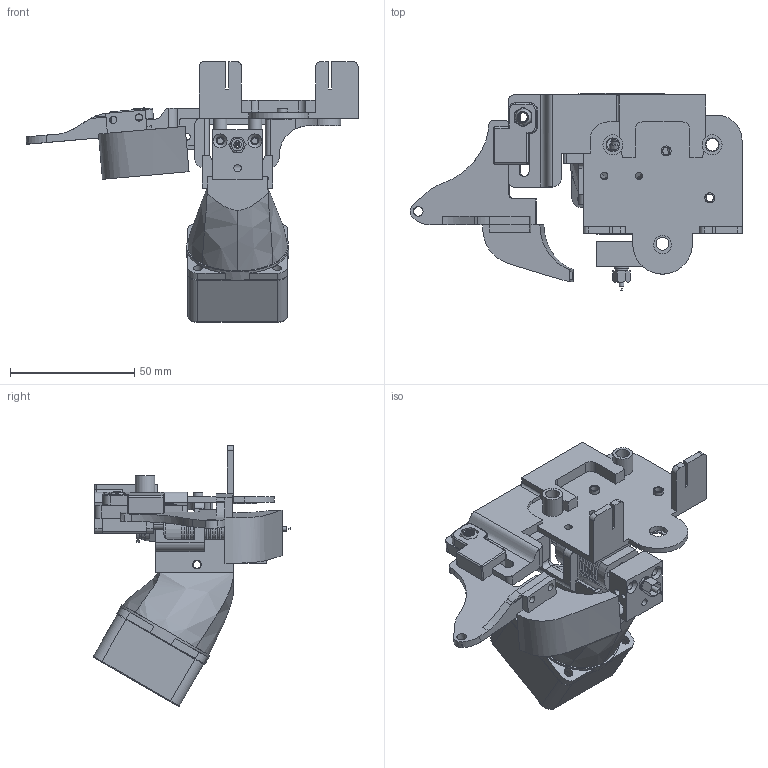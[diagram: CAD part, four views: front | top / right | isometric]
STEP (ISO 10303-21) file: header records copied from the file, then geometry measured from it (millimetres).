
FILE_DESCRIPTION(/* description */ (''),/* implementation_level */ '2;1');
FILE_NAME(/* name */ 'Fan v6 v10.step',/* time_stamp */ '2019-02-18T18:59:19-05:00',/* author */ ('mangled.baby.ducks'),/* organization */ (''),/* preprocessor_version */ 'ST-DEVELOPER v17.2',/* originating_system */ 'Autodesk Translation Framework v7.6.0.251',/* authorisation */ '');
FILE_SCHEMA (('AUTOMOTIVE_DESIGN { 1 0 10303 214 3 1 1 }'));
Products named in the file (16): Fan v6; Gantry Plate; heat_sink; heater_block; nozzle; coupler; plate_cap; washer; blower_bracket; blower_duct; Fan; Spacer (1); Spacer; new mount; Component20; M4 Nut
Assembly tree (15 placements, depth 2):
  Fan v6
    Gantry Plate
    heat_sink
    heater_block
    nozzle
    coupler
    plate_cap
    washer
    blower_bracket
    blower_duct
    Fan
    Spacer (1)
    Spacer
    new mount
    Component20
    M4 Nut
Bounding box: 133.72 x 79.58 x 104.96 mm (x, y, z)
Volume: 60427.8 mm3; surface area: 65057.7 mm2
Topology: 17 solids, 20 shells, 919 faces, 2625 edges, 1786 vertices
Faces by surface type: plane 401, cylinder 337, bspline 118, torus 30, cone 29, sphere 4
Full cylindrical faces by diameter (mm): 0.4 x1, 2 x5, 2.5 x3, 2.9 x2, 3 x10, 3.2 x5, 3.3 x2, 3.4 x1, 3.6 x4, 3.7 x4, 3.95 x1, 4 x7, 4.758 x5, 5 x6, 5.2 x1, 5.3 x1, 5.4 x2, 5.5 x2, 6 x8, 6.05 x1, 6.634 x1, 6.8 x1, 7 x1, 7.2 x1, 7.8 x1, 8 x2, 8.6 x9, 8.8 x1, 9.6 x1, 9.8 x2
Entity records: 51094 total; most frequent: CARTESIAN_POINT 26316, ORIENTED_EDGE 5248, DIRECTION 4726, EDGE_CURVE 2624, VERTEX_POINT 1786, AXIS2_PLACEMENT_3D 1757, LINE 1212, VECTOR 1212
